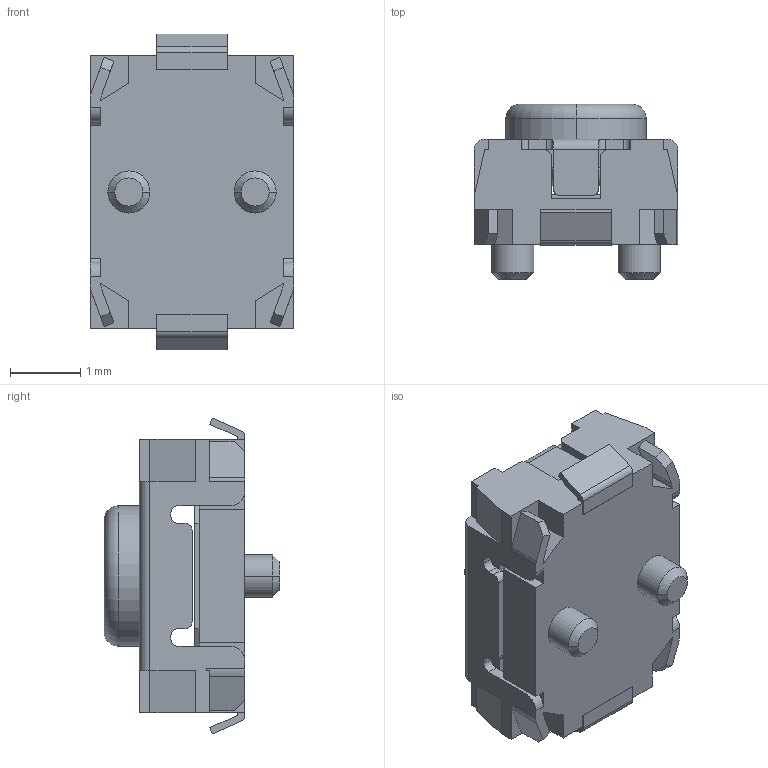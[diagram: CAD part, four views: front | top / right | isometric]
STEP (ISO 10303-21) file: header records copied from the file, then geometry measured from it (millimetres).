
FILE_DESCRIPTION((''),'2;1');
FILE_NAME('Y97MT16B5MBFP','2013-01-23T',('eric.riffaud'),(''),'PRO/ENGINEER BY PARAMETRIC TECHNOLOGY CORPORATION, 2010160','PRO/ENGINEER BY PARAMETRIC TECHNOLOGY CORPORATION, 2010160','');
FILE_SCHEMA(('CONFIG_CONTROL_DESIGN'));
Length unit declared in the file: millimetre
Products named in the file (1): Y97MT16B5MBFP
Bounding box: 2.9 x 2.5 x 4.5 mm (x, y, z)
Volume: 13.2 mm3; surface area: 96.7 mm2
Topology: 1 solids, 2 shells, 257 faces, 730 edges, 476 vertices
Faces by surface type: plane 183, cylinder 66, cone 4, torus 4
Entity records: 8383 total; most frequent: CARTESIAN_POINT 1493, ORIENTED_EDGE 1460, DIRECTION 1387, EDGE_CURVE 730, VECTOR 579, LINE 579, VERTEX_POINT 476, AXIS2_PLACEMENT_3D 404
